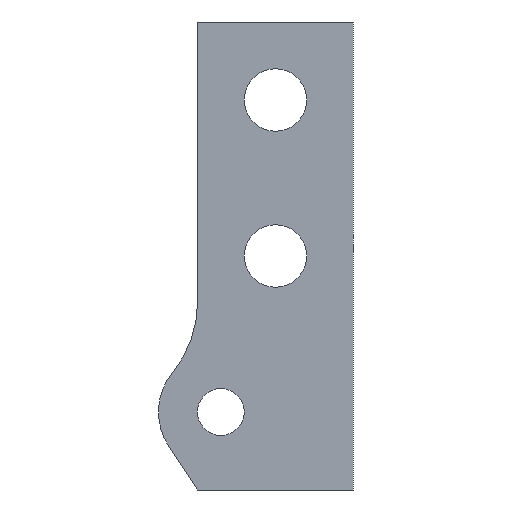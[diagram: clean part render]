
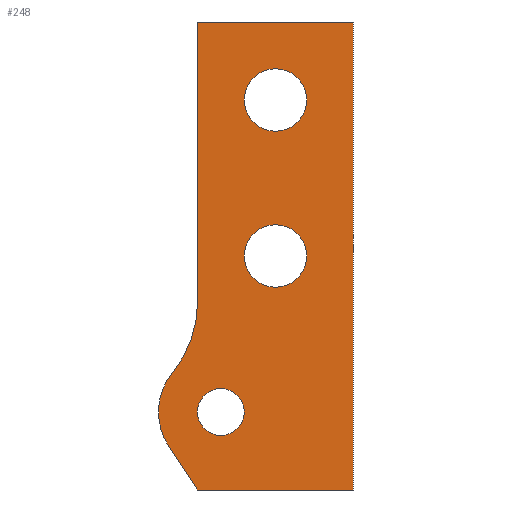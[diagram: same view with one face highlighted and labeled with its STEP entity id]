
A CAD part, left-side view. The second image highlights one B-rep face of the part: STEP entity #248.
In plain terms, the highlighted planar face has unit normal (-1, 0, 0).
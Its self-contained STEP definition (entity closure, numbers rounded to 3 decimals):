
#18=FACE_BOUND('',#62,.T.);
#19=FACE_BOUND('',#63,.T.);
#20=FACE_BOUND('',#64,.T.);
#27=PLANE('',#286);
#45=FACE_OUTER_BOUND('',#61,.T.);
#61=EDGE_LOOP('',(#225,#226,#227,#228,#229,#230,#231));
#62=EDGE_LOOP('',(#232));
#63=EDGE_LOOP('',(#233));
#64=EDGE_LOOP('',(#234));
#78=LINE('',#409,#99);
#79=LINE('',#412,#100);
#81=LINE('',#416,#102);
#83=LINE('',#420,#104);
#85=LINE('',#423,#106);
#99=VECTOR('',#340,10.);
#100=VECTOR('',#343,10.);
#102=VECTOR('',#347,10.);
#104=VECTOR('',#351,10.);
#106=VECTOR('',#355,10.);
#109=CIRCLE('',#267,1.5);
#114=CIRCLE('',#274,2.);
#115=CIRCLE('',#276,2.);
#116=CIRCLE('',#278,7.);
#117=CIRCLE('',#280,4.);
#120=VERTEX_POINT('',#366);
#130=VERTEX_POINT('',#389);
#131=VERTEX_POINT('',#393);
#132=VERTEX_POINT('',#397);
#133=VERTEX_POINT('',#399);
#134=VERTEX_POINT('',#403);
#135=VERTEX_POINT('',#407);
#136=VERTEX_POINT('',#411);
#137=VERTEX_POINT('',#415);
#138=VERTEX_POINT('',#419);
#142=EDGE_CURVE('',#120,#120,#109,.T.);
#153=EDGE_CURVE('',#130,#130,#114,.T.);
#155=EDGE_CURVE('',#131,#131,#115,.T.);
#158=EDGE_CURVE('',#132,#133,#116,.T.);
#161=EDGE_CURVE('',#132,#134,#117,.T.);
#163=EDGE_CURVE('',#134,#135,#78,.T.);
#164=EDGE_CURVE('',#136,#133,#79,.T.);
#166=EDGE_CURVE('',#137,#136,#81,.T.);
#168=EDGE_CURVE('',#138,#137,#83,.T.);
#170=EDGE_CURVE('',#135,#138,#85,.T.);
#225=ORIENTED_EDGE('',*,*,#170,.T.);
#226=ORIENTED_EDGE('',*,*,#168,.T.);
#227=ORIENTED_EDGE('',*,*,#166,.T.);
#228=ORIENTED_EDGE('',*,*,#164,.T.);
#229=ORIENTED_EDGE('',*,*,#158,.F.);
#230=ORIENTED_EDGE('',*,*,#161,.T.);
#231=ORIENTED_EDGE('',*,*,#163,.T.);
#232=ORIENTED_EDGE('',*,*,#153,.T.);
#233=ORIENTED_EDGE('',*,*,#155,.T.);
#234=ORIENTED_EDGE('',*,*,#142,.T.);
#248=ADVANCED_FACE('',(#45,#18,#19,#20),#27,.T.);
#267=AXIS2_PLACEMENT_3D('',#367,#298,#299);
#274=AXIS2_PLACEMENT_3D('',#390,#318,#319);
#276=AXIS2_PLACEMENT_3D('',#394,#323,#324);
#278=AXIS2_PLACEMENT_3D('',#400,#329,#330);
#280=AXIS2_PLACEMENT_3D('',#405,#335,#336);
#286=AXIS2_PLACEMENT_3D('',#424,#356,#357);
#298=DIRECTION('center_axis',(1.,0.,0.));
#299=DIRECTION('ref_axis',(0.,0.,1.));
#318=DIRECTION('center_axis',(1.,0.,0.));
#319=DIRECTION('ref_axis',(0.,0.,1.));
#323=DIRECTION('center_axis',(1.,0.,0.));
#324=DIRECTION('ref_axis',(0.,0.,1.));
#329=DIRECTION('center_axis',(-1.,0.,0.));
#330=DIRECTION('ref_axis',(0.,-0.941,-0.337));
#335=DIRECTION('center_axis',(-1.,0.,0.));
#336=DIRECTION('ref_axis',(0.,0.,1.));
#340=DIRECTION('',(0.,-0.549,-0.836));
#343=DIRECTION('',(0.,0.,-1.));
#347=DIRECTION('',(0.,1.,0.));
#351=DIRECTION('',(0.,0.,1.));
#355=DIRECTION('',(0.,-1.,0.));
#356=DIRECTION('center_axis',(-1.,0.,0.));
#357=DIRECTION('ref_axis',(0.,0.,1.));
#366=CARTESIAN_POINT('',(-19.,8.5,265.5));
#367=CARTESIAN_POINT('Origin',(-19.,8.5,267.));
#389=CARTESIAN_POINT('',(-19.,5.,275.));
#390=CARTESIAN_POINT('Origin',(-19.,5.,277.));
#393=CARTESIAN_POINT('',(-19.,5.,285.));
#394=CARTESIAN_POINT('Origin',(-19.,5.,287.));
#397=CARTESIAN_POINT('',(-19.,11.591,269.539));
#399=CARTESIAN_POINT('',(-19.,10.,273.982));
#400=CARTESIAN_POINT('Origin',(-19.,17.,273.982));
#403=CARTESIAN_POINT('',(-19.,11.842,264.803));
#405=CARTESIAN_POINT('Origin',(-19.,8.5,267.));
#407=CARTESIAN_POINT('',(-19.,10.,262.));
#409=CARTESIAN_POINT('',(-19.,10.,262.));
#411=CARTESIAN_POINT('',(-19.,10.,292.));
#412=CARTESIAN_POINT('',(-19.,10.,442.));
#415=CARTESIAN_POINT('',(-19.,0.,292.));
#416=CARTESIAN_POINT('',(-19.,0.,292.));
#419=CARTESIAN_POINT('',(-19.,0.,262.));
#420=CARTESIAN_POINT('',(-19.,0.,484.015));
#423=CARTESIAN_POINT('',(-19.,10.,262.));
#424=CARTESIAN_POINT('Origin',(-19.,0.5,277.));
